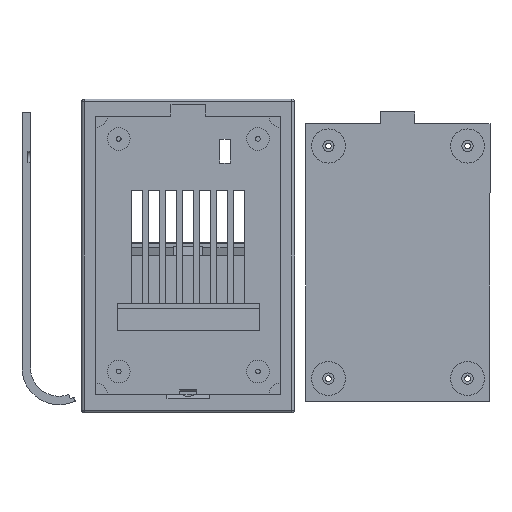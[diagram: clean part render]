
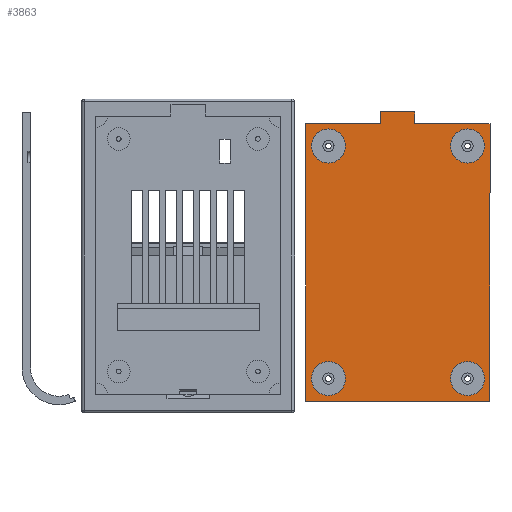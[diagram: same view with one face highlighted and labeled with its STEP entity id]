
A CAD part, front view. The second image highlights one B-rep face of the part: STEP entity #3863.
In plain terms, the highlighted planar face has unit normal (0, -1, 0).
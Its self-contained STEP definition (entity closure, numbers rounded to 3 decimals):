
#36 = EDGE_LOOP ( 'NONE', ( #13993, #8772 ) ) ;
#71 = EDGE_LOOP ( 'NONE', ( #881, #8301 ) ) ;
#366 = VERTEX_POINT ( 'NONE', #6871 ) ;
#637 = CARTESIAN_POINT ( 'NONE',  ( -51.714, 0., 21.429 ) ) ;
#735 = FACE_BOUND ( 'NONE', #3430, .T. ) ;
#788 = VERTEX_POINT ( 'NONE', #13755 ) ;
#881 = ORIENTED_EDGE ( 'NONE', *, *, #1487, .F. ) ;
#1007 = AXIS2_PLACEMENT_3D ( 'NONE', #1484, #7315, #13378 ) ;
#1484 = CARTESIAN_POINT ( 'NONE',  ( 38.086, 0., -9.058 ) ) ;
#1487 = EDGE_CURVE ( 'NONE', #11699, #4122, #11704, .T. ) ;
#1521 = CARTESIAN_POINT ( 'NONE',  ( -51.714, 0., 47.842 ) ) ;
#1571 = DIRECTION ( 'NONE',  ( 1., 0., 0. ) ) ;
#1649 = AXIS2_PLACEMENT_3D ( 'NONE', #11078, #13324, #10850 ) ;
#1774 = DIRECTION ( 'NONE',  ( 0., 1., 0. ) ) ;
#1838 = AXIS2_PLACEMENT_3D ( 'NONE', #4418, #15209, #4343 ) ;
#1869 = EDGE_CURVE ( 'NONE', #6603, #2010, #13479, .T. ) ;
#2008 = FACE_BOUND ( 'NONE', #36, .T. ) ;
#2010 = VERTEX_POINT ( 'NONE', #3380 ) ;
#2014 = DIRECTION ( 'NONE',  ( 0., -1., 0. ) ) ;
#2165 = CIRCLE ( 'NONE', #9560, 6. ) ;
#2306 = DIRECTION ( 'NONE',  ( 0., 0., 1. ) ) ;
#2500 = CIRCLE ( 'NONE', #10919, 6. ) ;
#2677 = EDGE_LOOP ( 'NONE', ( #9258, #4168, #3816, #11729, #4747, #7535, #15703, #10552 ) ) ;
#2778 = LINE ( 'NONE', #4047, #14622 ) ;
#3092 = CARTESIAN_POINT ( 'NONE',  ( -55.817, 0., 21.429 ) ) ;
#3344 = CARTESIAN_POINT ( 'NONE',  ( -51.714, 0., 9.454 ) ) ;
#3380 = CARTESIAN_POINT ( 'NONE',  ( -43.814, 0., -15.058 ) ) ;
#3402 = EDGE_LOOP ( 'NONE', ( #5635, #9998 ) ) ;
#3415 = VERTEX_POINT ( 'NONE', #13464 ) ;
#3430 = EDGE_LOOP ( 'NONE', ( #15618, #10676 ) ) ;
#3484 = DIRECTION ( 'NONE',  ( 0., -1., 0. ) ) ;
#3629 = CARTESIAN_POINT ( 'NONE',  ( -43.814, 0., -9.058 ) ) ;
#3636 = LINE ( 'NONE', #6102, #10584 ) ;
#3696 = DIRECTION ( 'NONE',  ( 0., -1., 0. ) ) ;
#3725 = CARTESIAN_POINT ( 'NONE',  ( -51.714, 0., -16.958 ) ) ;
#3816 = ORIENTED_EDGE ( 'NONE', *, *, #9423, .F. ) ;
#3863 = ADVANCED_FACE ( 'NONE', ( #9031, #2008, #13897, #735, #7837 ), #5591, .F. ) ;
#3992 = VECTOR ( 'NONE', #6067, 1000. ) ;
#4047 = CARTESIAN_POINT ( 'NONE',  ( -51.714, 0., 9.454 ) ) ;
#4122 = VERTEX_POINT ( 'NONE', #6292 ) ;
#4168 = ORIENTED_EDGE ( 'NONE', *, *, #15006, .F. ) ;
#4343 = DIRECTION ( 'NONE',  ( 0., 0., -1. ) ) ;
#4418 = CARTESIAN_POINT ( 'NONE',  ( -43.814, 0., 39.942 ) ) ;
#4580 = EDGE_CURVE ( 'NONE', #6308, #9118, #15141, .T. ) ;
#4607 = EDGE_CURVE ( 'NONE', #8318, #7934, #8089, .T. ) ;
#4747 = ORIENTED_EDGE ( 'NONE', *, *, #8513, .F. ) ;
#4776 = CIRCLE ( 'NONE', #6297, 6. ) ;
#4891 = VERTEX_POINT ( 'NONE', #5455 ) ;
#5137 = CIRCLE ( 'NONE', #1838, 6. ) ;
#5455 = CARTESIAN_POINT ( 'NONE',  ( 46.086, 0., -16.958 ) ) ;
#5557 = CARTESIAN_POINT ( 'NONE',  ( 38.086, 0., 39.942 ) ) ;
#5565 = VERTEX_POINT ( 'NONE', #10723 ) ;
#5591 = PLANE ( 'NONE',  #5770 ) ;
#5635 = ORIENTED_EDGE ( 'NONE', *, *, #5993, .F. ) ;
#5770 = AXIS2_PLACEMENT_3D ( 'NONE', #12700, #1774, #10305 ) ;
#5832 = DIRECTION ( 'NONE',  ( 0., 0., -1. ) ) ;
#5993 = EDGE_CURVE ( 'NONE', #2010, #6603, #4776, .T. ) ;
#6066 = EDGE_CURVE ( 'NONE', #15340, #6308, #6145, .T. ) ;
#6067 = DIRECTION ( 'NONE',  ( 0., 0., 1. ) ) ;
#6102 = CARTESIAN_POINT ( 'NONE',  ( -51.714, 0., -16.958 ) ) ;
#6110 = CARTESIAN_POINT ( 'NONE',  ( -51.714, 0., 47.842 ) ) ;
#6145 = LINE ( 'NONE', #6215, #3992 ) ;
#6215 = CARTESIAN_POINT ( 'NONE',  ( -55.817, 0., 9.454 ) ) ;
#6292 = CARTESIAN_POINT ( 'NONE',  ( 38.086, 0., -3.058 ) ) ;
#6297 = AXIS2_PLACEMENT_3D ( 'NONE', #9436, #2014, #9512 ) ;
#6308 = VERTEX_POINT ( 'NONE', #13370 ) ;
#6511 = CARTESIAN_POINT ( 'NONE',  ( 38.086, 0., 39.942 ) ) ;
#6593 = CARTESIAN_POINT ( 'NONE',  ( -51.714, 0., 21.429 ) ) ;
#6598 = AXIS2_PLACEMENT_3D ( 'NONE', #3629, #3696, #8493 ) ;
#6603 = VERTEX_POINT ( 'NONE', #14162 ) ;
#6871 = CARTESIAN_POINT ( 'NONE',  ( 46.086, 0., 47.842 ) ) ;
#7115 = DIRECTION ( 'NONE',  ( 0., -1., 0. ) ) ;
#7315 = DIRECTION ( 'NONE',  ( 0., -1., 0. ) ) ;
#7535 = ORIENTED_EDGE ( 'NONE', *, *, #12718, .F. ) ;
#7837 = FACE_BOUND ( 'NONE', #3402, .T. ) ;
#7858 = EDGE_CURVE ( 'NONE', #13662, #15340, #2778, .T. ) ;
#7934 = VERTEX_POINT ( 'NONE', #12982 ) ;
#8002 = VECTOR ( 'NONE', #9898, 1000. ) ;
#8089 = CIRCLE ( 'NONE', #15226, 6. ) ;
#8107 = VERTEX_POINT ( 'NONE', #6110 ) ;
#8301 = ORIENTED_EDGE ( 'NONE', *, *, #9010, .F. ) ;
#8318 = VERTEX_POINT ( 'NONE', #15738 ) ;
#8493 = DIRECTION ( 'NONE',  ( 0., 0., -1. ) ) ;
#8513 = EDGE_CURVE ( 'NONE', #8107, #366, #8545, .T. ) ;
#8545 = LINE ( 'NONE', #1521, #8002 ) ;
#8772 = ORIENTED_EDGE ( 'NONE', *, *, #12207, .F. ) ;
#8833 = LINE ( 'NONE', #6593, #9886 ) ;
#8929 = DIRECTION ( 'NONE',  ( -1., 0., 0. ) ) ;
#9010 = EDGE_CURVE ( 'NONE', #4122, #11699, #10574, .T. ) ;
#9031 = FACE_OUTER_BOUND ( 'NONE', #2677, .T. ) ;
#9118 = VERTEX_POINT ( 'NONE', #637 ) ;
#9258 = ORIENTED_EDGE ( 'NONE', *, *, #7858, .F. ) ;
#9347 = LINE ( 'NONE', #13013, #13683 ) ;
#9423 = EDGE_CURVE ( 'NONE', #4891, #5565, #3636, .T. ) ;
#9436 = CARTESIAN_POINT ( 'NONE',  ( -43.814, 0., -9.058 ) ) ;
#9512 = DIRECTION ( 'NONE',  ( 0., 0., -1. ) ) ;
#9560 = AXIS2_PLACEMENT_3D ( 'NONE', #9592, #7115, #10711 ) ;
#9592 = CARTESIAN_POINT ( 'NONE',  ( -43.814, 0., 39.942 ) ) ;
#9886 = VECTOR ( 'NONE', #12575, 1000. ) ;
#9898 = DIRECTION ( 'NONE',  ( 1., 0., 0. ) ) ;
#9998 = ORIENTED_EDGE ( 'NONE', *, *, #1869, .F. ) ;
#10305 = DIRECTION ( 'NONE',  ( 0., 0., 1. ) ) ;
#10552 = ORIENTED_EDGE ( 'NONE', *, *, #6066, .F. ) ;
#10574 = CIRCLE ( 'NONE', #1649, 6. ) ;
#10584 = VECTOR ( 'NONE', #14646, 1000. ) ;
#10676 = ORIENTED_EDGE ( 'NONE', *, *, #4607, .F. ) ;
#10711 = DIRECTION ( 'NONE',  ( 0., 0., -1. ) ) ;
#10723 = CARTESIAN_POINT ( 'NONE',  ( -51.714, 0., -16.958 ) ) ;
#10850 = DIRECTION ( 'NONE',  ( 0., 0., -1. ) ) ;
#10919 = AXIS2_PLACEMENT_3D ( 'NONE', #6511, #11379, #13705 ) ;
#11078 = CARTESIAN_POINT ( 'NONE',  ( 38.086, 0., -9.058 ) ) ;
#11379 = DIRECTION ( 'NONE',  ( 0., -1., 0. ) ) ;
#11699 = VERTEX_POINT ( 'NONE', #14713 ) ;
#11704 = CIRCLE ( 'NONE', #1007, 6. ) ;
#11729 = ORIENTED_EDGE ( 'NONE', *, *, #13300, .F. ) ;
#12207 = EDGE_CURVE ( 'NONE', #788, #3415, #2165, .T. ) ;
#12260 = VECTOR ( 'NONE', #2306, 1000. ) ;
#12575 = DIRECTION ( 'NONE',  ( 0., 0., 1. ) ) ;
#12700 = CARTESIAN_POINT ( 'NONE',  ( 0., 0., 0. ) ) ;
#12718 = EDGE_CURVE ( 'NONE', #9118, #8107, #8833, .T. ) ;
#12728 = EDGE_CURVE ( 'NONE', #7934, #8318, #2500, .T. ) ;
#12982 = CARTESIAN_POINT ( 'NONE',  ( 38.086, 0., 33.942 ) ) ;
#13013 = CARTESIAN_POINT ( 'NONE',  ( 46.086, 0., -16.958 ) ) ;
#13300 = EDGE_CURVE ( 'NONE', #366, #4891, #9347, .T. ) ;
#13324 = DIRECTION ( 'NONE',  ( 0., -1., 0. ) ) ;
#13370 = CARTESIAN_POINT ( 'NONE',  ( -55.817, 0., 21.429 ) ) ;
#13378 = DIRECTION ( 'NONE',  ( 0., 0., -1. ) ) ;
#13464 = CARTESIAN_POINT ( 'NONE',  ( -43.814, 0., 33.942 ) ) ;
#13479 = CIRCLE ( 'NONE', #6598, 6. ) ;
#13662 = VERTEX_POINT ( 'NONE', #3344 ) ;
#13683 = VECTOR ( 'NONE', #5832, 1000. ) ;
#13705 = DIRECTION ( 'NONE',  ( 0., 0., -1. ) ) ;
#13755 = CARTESIAN_POINT ( 'NONE',  ( -43.814, 0., 45.942 ) ) ;
#13897 = FACE_BOUND ( 'NONE', #71, .T. ) ;
#13946 = VECTOR ( 'NONE', #1571, 1000. ) ;
#13993 = ORIENTED_EDGE ( 'NONE', *, *, #15595, .F. ) ;
#14162 = CARTESIAN_POINT ( 'NONE',  ( -43.814, 0., -3.058 ) ) ;
#14181 = DIRECTION ( 'NONE',  ( 0., 0., -1. ) ) ;
#14622 = VECTOR ( 'NONE', #8929, 1000. ) ;
#14646 = DIRECTION ( 'NONE',  ( -1., 0., 0. ) ) ;
#14670 = LINE ( 'NONE', #3725, #12260 ) ;
#14713 = CARTESIAN_POINT ( 'NONE',  ( 38.086, 0., -15.058 ) ) ;
#15006 = EDGE_CURVE ( 'NONE', #5565, #13662, #14670, .T. ) ;
#15141 = LINE ( 'NONE', #3092, #13946 ) ;
#15209 = DIRECTION ( 'NONE',  ( 0., -1., 0. ) ) ;
#15226 = AXIS2_PLACEMENT_3D ( 'NONE', #5557, #3484, #14181 ) ;
#15340 = VERTEX_POINT ( 'NONE', #15776 ) ;
#15595 = EDGE_CURVE ( 'NONE', #3415, #788, #5137, .T. ) ;
#15618 = ORIENTED_EDGE ( 'NONE', *, *, #12728, .F. ) ;
#15703 = ORIENTED_EDGE ( 'NONE', *, *, #4580, .F. ) ;
#15738 = CARTESIAN_POINT ( 'NONE',  ( 38.086, 0., 45.942 ) ) ;
#15776 = CARTESIAN_POINT ( 'NONE',  ( -55.817, 0., 9.454 ) ) ;
